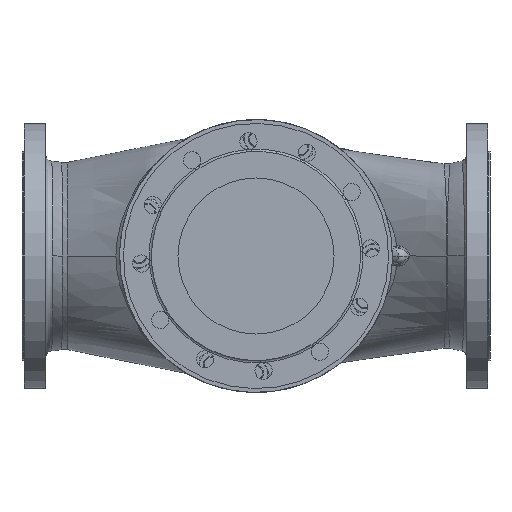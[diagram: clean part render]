
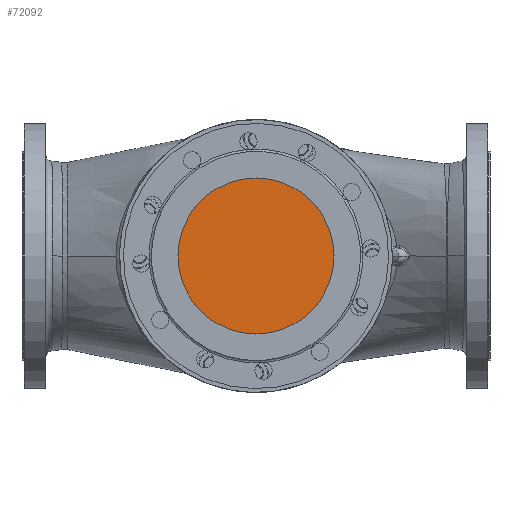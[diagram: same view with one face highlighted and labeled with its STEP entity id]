
A CAD part, front view. The second image highlights one B-rep face of the part: STEP entity #72092.
In plain terms, the highlighted planar face has unit normal (0, -1, 0).
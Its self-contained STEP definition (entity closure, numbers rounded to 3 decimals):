
#6251 = EDGE_CURVE ( 'NONE', #153245, #268915, #229131, .T. ) ;
#6667 = EDGE_LOOP ( 'NONE', ( #164365, #224773 ) ) ;
#7988 = AXIS2_PLACEMENT_3D ( 'NONE', #257212, #92395, #253175 ) ;
#72092 = ADVANCED_FACE ( 'NONE', ( #269365 ), #149526, .T. ) ;
#80184 = CARTESIAN_POINT ( 'NONE',  ( 0., -395., 0. ) ) ;
#83165 = DIRECTION ( 'NONE',  ( 0., -1., 0. ) ) ;
#92395 = DIRECTION ( 'NONE',  ( 0., -1., 0. ) ) ;
#103284 = DIRECTION ( 'NONE',  ( 1., 0., 0. ) ) ;
#118803 = CARTESIAN_POINT ( 'NONE',  ( 100., -395., 0. ) ) ;
#119613 = CARTESIAN_POINT ( 'NONE',  ( -100., -395., 0. ) ) ;
#127943 = AXIS2_PLACEMENT_3D ( 'NONE', #220842, #83165, #243908 ) ;
#149526 = PLANE ( 'NONE',  #7988 ) ;
#153245 = VERTEX_POINT ( 'NONE', #118803 ) ;
#164365 = ORIENTED_EDGE ( 'NONE', *, *, #6251, .T. ) ;
#201969 = CIRCLE ( 'NONE', #127943, 100. ) ;
#220842 = CARTESIAN_POINT ( 'NONE',  ( 0., -395., 0. ) ) ;
#223473 = EDGE_CURVE ( 'NONE', #268915, #153245, #201969, .T. ) ;
#224773 = ORIENTED_EDGE ( 'NONE', *, *, #223473, .T. ) ;
#229131 = CIRCLE ( 'NONE', #258188, 100. ) ;
#240951 = DIRECTION ( 'NONE',  ( 0., -1., 0. ) ) ;
#243908 = DIRECTION ( 'NONE',  ( 1., 0., 0. ) ) ;
#253175 = DIRECTION ( 'NONE',  ( 1., 0., 0. ) ) ;
#257212 = CARTESIAN_POINT ( 'NONE',  ( 0., -395., 0. ) ) ;
#258188 = AXIS2_PLACEMENT_3D ( 'NONE', #80184, #240951, #103284 ) ;
#268915 = VERTEX_POINT ( 'NONE', #119613 ) ;
#269365 = FACE_OUTER_BOUND ( 'NONE', #6667, .T. ) ;
